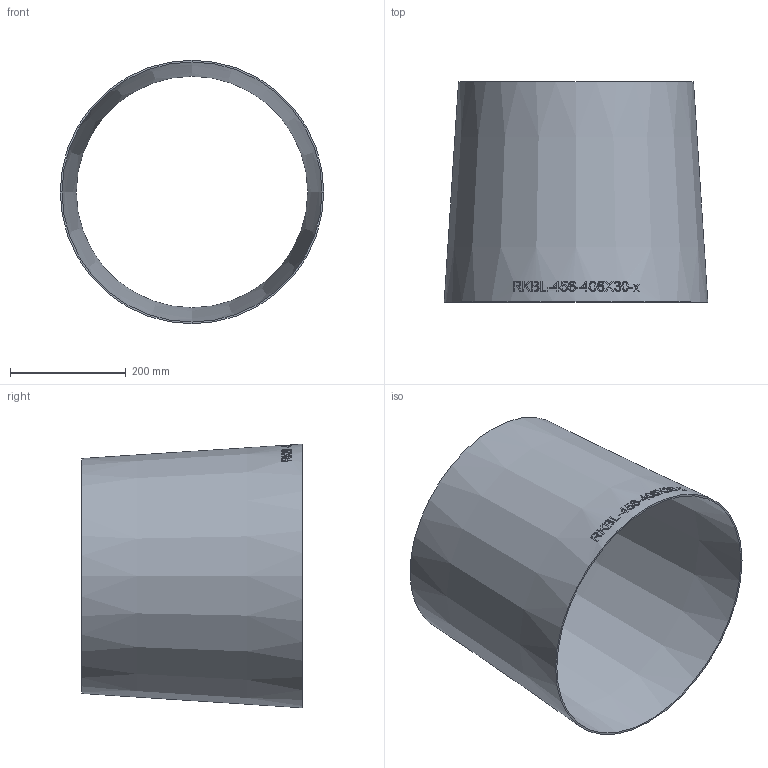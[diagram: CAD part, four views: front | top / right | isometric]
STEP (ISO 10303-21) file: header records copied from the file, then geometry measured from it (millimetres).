
FILE_DESCRIPTION (( 'STEP AP214' ), '1' );
FILE_NAME ('RKBL-456-406X30-x Reduzierung aus Blech ISO-sonstige 2007.STEP', '2020-07-15T11:16:50', ( '' ), ( '' ), 'SwSTEP 2.0', 'SolidWorks 2019', '' );
FILE_SCHEMA (( 'AUTOMOTIVE_DESIGN' ));
Length unit declared in the file: millimetre
Products named in the file (1): RKBL-456-406X30-x Reduzierung aus Blech ISO-sonstige 2007
Bounding box: 456 x 381 x 456 mm (x, y, z)
Volume: 1537188.8 mm3; surface area: 1035303.1 mm2
Topology: 1 solids, 1 shells, 242 faces, 642 edges, 428 vertices
Faces by surface type: bspline 212, cone 28, plane 2
Entity records: 42301 total; most frequent: CARTESIAN_POINT 35623, ORIENTED_EDGE 1280, EDGE_CURVE 640, B_SPLINE_CURVE_WITH_KNOTS 636, VERTEX_POINT 428, EDGE_LOOP 272, FACE_OUTER_BOUND 242, ADVANCED_FACE 242
